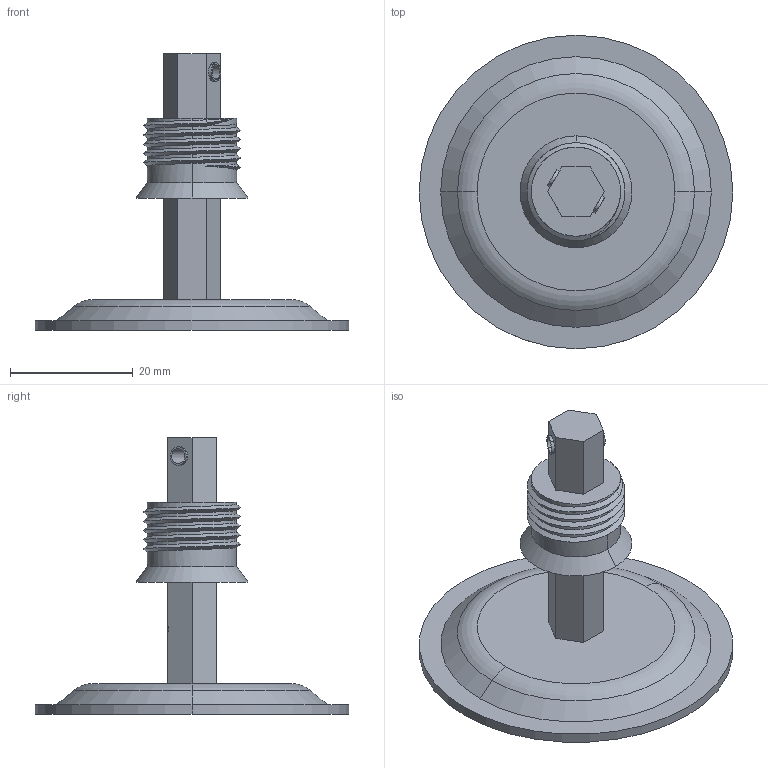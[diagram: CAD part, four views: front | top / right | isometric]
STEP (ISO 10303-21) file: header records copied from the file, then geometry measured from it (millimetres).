
FILE_DESCRIPTION (( 'STEP AP214' ), '1' );
FILE_NAME ('GTM-51.STEP', '2021-08-24T03:10:10', ( '' ), ( '' ), 'SwSTEP 2.0', 'SolidWorks 2016', '' );
FILE_SCHEMA (( 'AUTOMOTIVE_DESIGN' ));
Length unit declared in the file: millimetre
Products named in the file (8): GTM-51; GTM-3-縐种; GTM-M16蹟簽 -
Assembly tree (4 placements, depth 2):
  GTM-51
    GTM-51
    GTM-M16蹟簽 -
    GTM-3-縐种
  GTM-51
    GTM-M16蹟簽 -
  GTM-3-縐种
  GTM-51
Bounding box: 51 x 51 x 45 mm (x, y, z)
Volume: 7340.2 mm3; surface area: 7462 mm2
Topology: 3 solids, 3 shells, 83 faces, 208 edges, 141 vertices
Faces by surface type: plane 34, cylinder 32, bspline 7, cone 6, torus 4
Entity records: 3701 total; most frequent: CARTESIAN_POINT 1454, ORIENTED_EDGE 408, DIRECTION 405, EDGE_CURVE 204, AXIS2_PLACEMENT_3D 149, VERTEX_POINT 133, LINE 107, VECTOR 107
